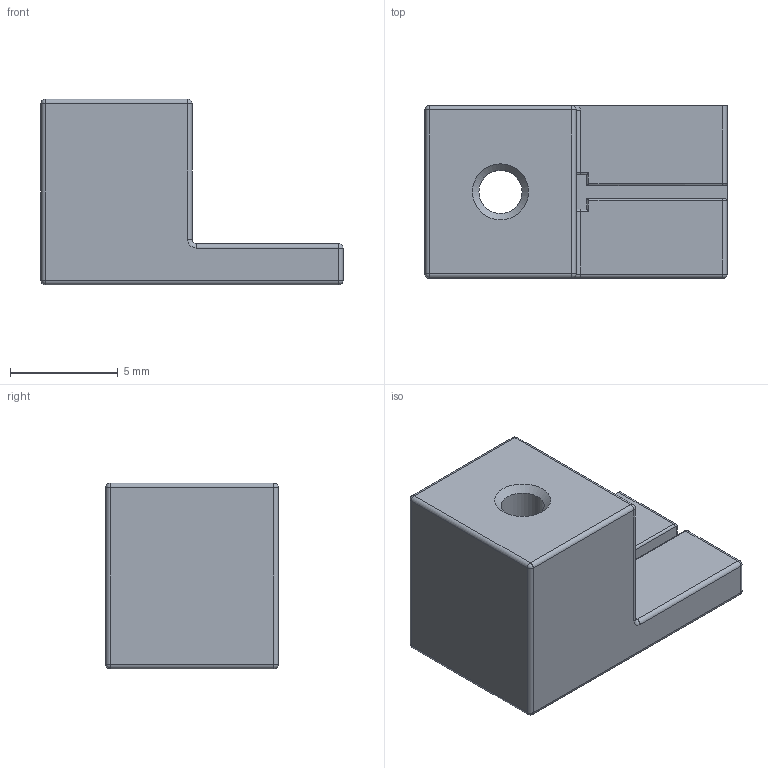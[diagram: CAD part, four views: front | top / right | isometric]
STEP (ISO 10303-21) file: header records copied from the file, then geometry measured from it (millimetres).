
FILE_DESCRIPTION(/* description */ (''),/* implementation_level */ '2;1');
FILE_NAME(/* name */ 'aigulle_support v3.step',/* time_stamp */ '2024-05-07T12:59:07+02:00',/* author */ (''),/* organization */ (''),/* preprocessor_version */ 'ST-DEVELOPER v20',/* originating_system */ 'Autodesk Translation Framework v12.20.1.177',/* authorisation */ '');
FILE_SCHEMA (('AUTOMOTIVE_DESIGN { 1 0 10303 214 3 1 1 }'));
Length unit declared in the file: millimetre
Products named in the file (1): aigulle_support
Bounding box: 14 x 8 x 8.6 mm (x, y, z)
Volume: 440.5 mm3; surface area: 619.8 mm2
Topology: 1 solids, 1 shells, 60 faces, 132 edges, 75 vertices
Faces by surface type: cylinder 28, plane 17, sphere 8, torus 4, bspline 2, cone 1
Full cylindrical faces by diameter (mm): 2 x1, 5.3 x1
Entity records: 1676 total; most frequent: DIRECTION 305, CARTESIAN_POINT 299, ORIENTED_EDGE 264, EDGE_CURVE 132, AXIS2_PLACEMENT_3D 117, VERTEX_POINT 75, LINE 71, VECTOR 71
